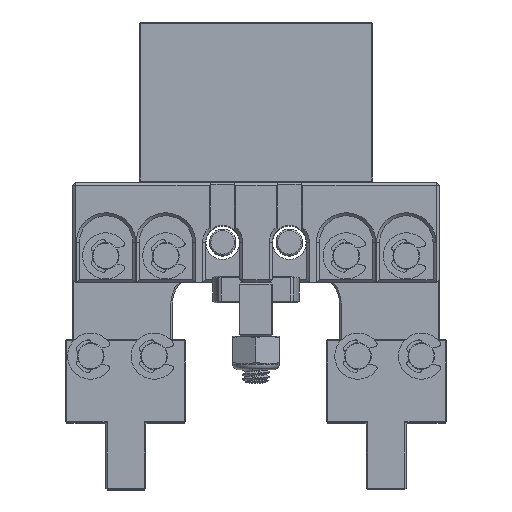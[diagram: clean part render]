
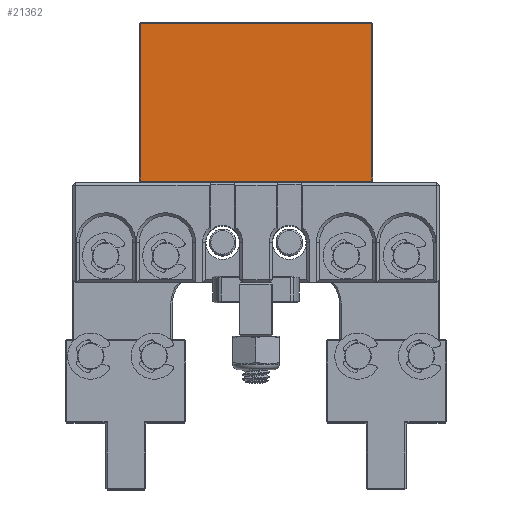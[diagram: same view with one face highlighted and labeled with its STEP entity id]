
A CAD part, top view. The second image highlights one B-rep face of the part: STEP entity #21362.
In plain terms, the highlighted planar face has unit normal (0, 0, 1).
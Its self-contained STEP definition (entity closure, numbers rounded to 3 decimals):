
#562=PLANE('',#22891);
#1596=FACE_OUTER_BOUND('',#2935,.T.);
#2935=EDGE_LOOP('',(#15087,#15088,#15089,#15090));
#5621=LINE('',#35087,#7502);
#5637=LINE('',#35116,#7518);
#5638=LINE('',#35118,#7519);
#5649=LINE('',#35138,#7530);
#7502=VECTOR('',#25084,10.);
#7518=VECTOR('',#25112,10.);
#7519=VECTOR('',#25115,10.);
#7530=VECTOR('',#25140,10.);
#9565=VERTEX_POINT('',#35057);
#9572=VERTEX_POINT('',#35075);
#9574=VERTEX_POINT('',#35081);
#9582=VERTEX_POINT('',#35111);
#11702=EDGE_CURVE('',#9574,#9565,#5621,.T.);
#11718=EDGE_CURVE('',#9572,#9582,#5637,.T.);
#11719=EDGE_CURVE('',#9582,#9574,#5638,.T.);
#11730=EDGE_CURVE('',#9565,#9572,#5649,.T.);
#15087=ORIENTED_EDGE('',*,*,#11718,.F.);
#15088=ORIENTED_EDGE('',*,*,#11730,.F.);
#15089=ORIENTED_EDGE('',*,*,#11702,.F.);
#15090=ORIENTED_EDGE('',*,*,#11719,.F.);
#21362=ADVANCED_FACE('',(#1596),#562,.T.);
#22891=AXIS2_PLACEMENT_3D('',#35147,#25152,#25153);
#25084=DIRECTION('',(0.,-1.,0.));
#25112=DIRECTION('',(0.,1.,0.));
#25115=DIRECTION('',(1.,0.,0.));
#25140=DIRECTION('',(-1.,0.,0.));
#25152=DIRECTION('center_axis',(0.,0.,1.));
#25153=DIRECTION('ref_axis',(1.,0.,0.));
#35057=CARTESIAN_POINT('',(34.8,0.2,0.));
#35075=CARTESIAN_POINT('',(0.2,0.2,0.));
#35081=CARTESIAN_POINT('',(34.8,23.8,0.));
#35087=CARTESIAN_POINT('',(34.8,0.,0.));
#35111=CARTESIAN_POINT('',(0.2,23.8,0.));
#35116=CARTESIAN_POINT('',(0.2,0.,0.));
#35118=CARTESIAN_POINT('',(8.75,23.8,0.));
#35138=CARTESIAN_POINT('',(8.75,0.2,0.));
#35147=CARTESIAN_POINT('Origin',(0.,0.,0.));
